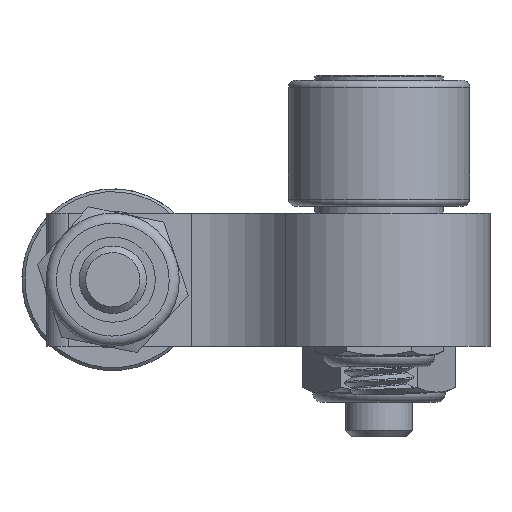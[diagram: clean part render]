
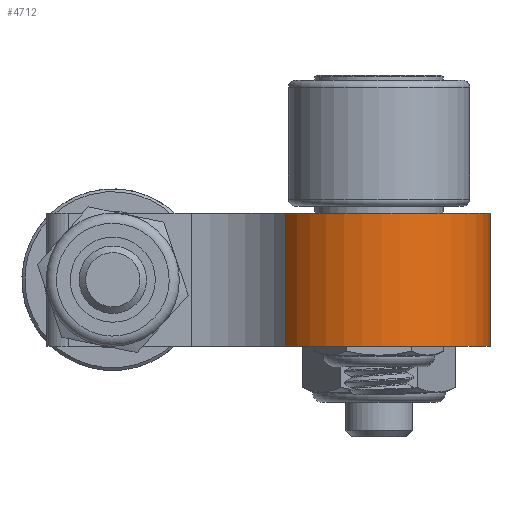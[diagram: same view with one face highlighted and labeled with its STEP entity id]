
A CAD part, left-side view. The second image highlights one B-rep face of the part: STEP entity #4712.
In plain terms, the highlighted cylindrical face has radius 7.938 mm (diameter 15.875 mm), a partial arc.
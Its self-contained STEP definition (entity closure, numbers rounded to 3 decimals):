
#988 = EDGE_CURVE ( 'NONE', #8154, #3778, #1873, .T. ) ;
#1033 = DIRECTION ( 'NONE',  ( 0., 0., -1. ) ) ;
#1210 = CARTESIAN_POINT ( 'NONE',  ( -4.219, 9.525, -6.724 ) ) ;
#1463 = VECTOR ( 'NONE', #4655, 1000. ) ;
#1600 = CYLINDRICAL_SURFACE ( 'NONE', #4040, 7.938 ) ;
#1839 = CIRCLE ( 'NONE', #3604, 7.938 ) ;
#1873 = CIRCLE ( 'NONE', #2189, 7.938 ) ;
#2189 = AXIS2_PLACEMENT_3D ( 'NONE', #3586, #7983, #4194 ) ;
#2200 = CARTESIAN_POINT ( 'NONE',  ( 0., 9.525, 7.938 ) ) ;
#2819 = LINE ( 'NONE', #1210, #5207 ) ;
#2895 = EDGE_CURVE ( 'NONE', #6627, #8154, #2819, .T. ) ;
#2902 = CARTESIAN_POINT ( 'NONE',  ( 0., 9.525, 0. ) ) ;
#3586 = CARTESIAN_POINT ( 'NONE',  ( 0., 0., 0. ) ) ;
#3604 = AXIS2_PLACEMENT_3D ( 'NONE', #5193, #7499, #5299 ) ;
#3778 = VERTEX_POINT ( 'NONE', #7073 ) ;
#4040 = AXIS2_PLACEMENT_3D ( 'NONE', #2902, #8991, #1033 ) ;
#4194 = DIRECTION ( 'NONE',  ( 0., 0., 1. ) ) ;
#4655 = DIRECTION ( 'NONE',  ( 0., -1., 0. ) ) ;
#4663 = EDGE_CURVE ( 'NONE', #8773, #3778, #9048, .T. ) ;
#4712 = ADVANCED_FACE ( 'NONE', ( #8455 ), #1600, .T. ) ;
#4925 = ORIENTED_EDGE ( 'NONE', *, *, #2895, .T. ) ;
#5193 = CARTESIAN_POINT ( 'NONE',  ( 0., 9.525, 0. ) ) ;
#5207 = VECTOR ( 'NONE', #9733, 1000. ) ;
#5299 = DIRECTION ( 'NONE',  ( 0., 0., 1. ) ) ;
#6627 = VERTEX_POINT ( 'NONE', #7799 ) ;
#7004 = CARTESIAN_POINT ( 'NONE',  ( -4.219, 0., -6.724 ) ) ;
#7009 = CARTESIAN_POINT ( 'NONE',  ( 0., 9.525, 7.938 ) ) ;
#7073 = CARTESIAN_POINT ( 'NONE',  ( 0., 0., 7.938 ) ) ;
#7126 = ORIENTED_EDGE ( 'NONE', *, *, #988, .T. ) ;
#7499 = DIRECTION ( 'NONE',  ( 0., 1., 0. ) ) ;
#7770 = ORIENTED_EDGE ( 'NONE', *, *, #9092, .F. ) ;
#7799 = CARTESIAN_POINT ( 'NONE',  ( -4.219, 9.525, -6.724 ) ) ;
#7887 = ORIENTED_EDGE ( 'NONE', *, *, #4663, .F. ) ;
#7983 = DIRECTION ( 'NONE',  ( 0., 1., 0. ) ) ;
#8154 = VERTEX_POINT ( 'NONE', #7004 ) ;
#8455 = FACE_OUTER_BOUND ( 'NONE', #8688, .T. ) ;
#8688 = EDGE_LOOP ( 'NONE', ( #4925, #7126, #7887, #7770 ) ) ;
#8773 = VERTEX_POINT ( 'NONE', #7009 ) ;
#8991 = DIRECTION ( 'NONE',  ( 0., -1., 0. ) ) ;
#9048 = LINE ( 'NONE', #2200, #1463 ) ;
#9092 = EDGE_CURVE ( 'NONE', #6627, #8773, #1839, .T. ) ;
#9733 = DIRECTION ( 'NONE',  ( 0., -1., 0. ) ) ;
